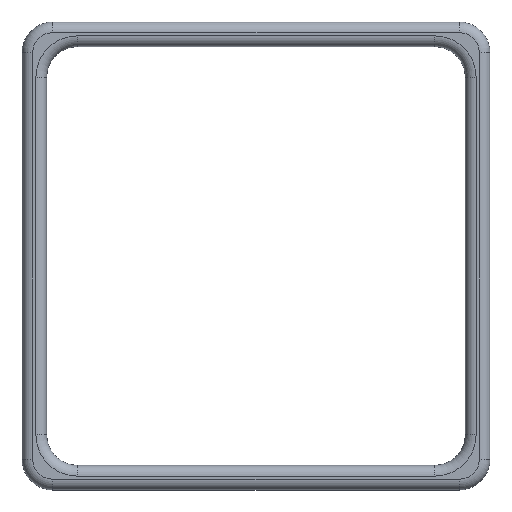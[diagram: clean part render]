
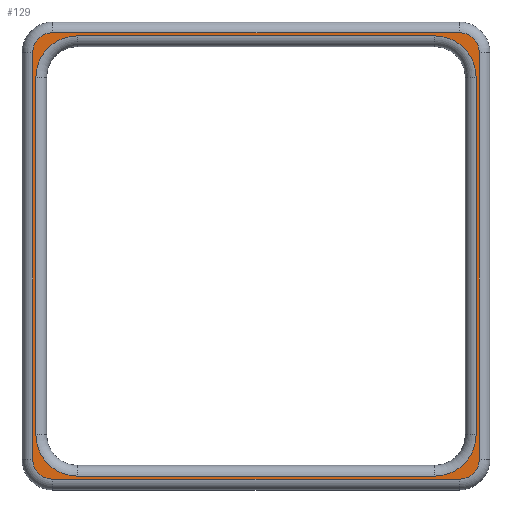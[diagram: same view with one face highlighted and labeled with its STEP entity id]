
A CAD part, top view. The second image highlights one B-rep face of the part: STEP entity #129.
In plain terms, the highlighted planar face has unit normal (0, 0, 1).
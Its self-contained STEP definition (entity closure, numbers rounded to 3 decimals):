
#6 = DIRECTION ( 'NONE',  ( 0., 0., 1. ) ) ;
#14 = VERTEX_POINT ( 'NONE', #518 ) ;
#15 = ORIENTED_EDGE ( 'NONE', *, *, #199, .T. ) ;
#24 = CARTESIAN_POINT ( 'NONE',  ( 33., 36.25, 2.5 ) ) ;
#26 = VECTOR ( 'NONE', #962, 1000. ) ;
#27 = CIRCLE ( 'NONE', #372, 6.75 ) ;
#36 = AXIS2_PLACEMENT_3D ( 'NONE', #121, #6, #932 ) ;
#39 = EDGE_CURVE ( 'NONE', #800, #828, #733, .T. ) ;
#46 = DIRECTION ( 'NONE',  ( 1., 0., 0. ) ) ;
#52 = CARTESIAN_POINT ( 'NONE',  ( -33., 36.25, 2.5 ) ) ;
#53 = EDGE_CURVE ( 'NONE', #139, #800, #589, .T. ) ;
#55 = EDGE_CURVE ( 'NONE', #772, #187, #789, .T. ) ;
#61 = DIRECTION ( 'NONE',  ( 1., 0., 0. ) ) ;
#69 = DIRECTION ( 'NONE',  ( 1., 0., 0. ) ) ;
#76 = VERTEX_POINT ( 'NONE', #894 ) ;
#85 = CARTESIAN_POINT ( 'NONE',  ( 36.25, 33., 2.5 ) ) ;
#91 = LINE ( 'NONE', #1012, #169 ) ;
#94 = VECTOR ( 'NONE', #714, 1000. ) ;
#113 = ORIENTED_EDGE ( 'NONE', *, *, #39, .T. ) ;
#121 = CARTESIAN_POINT ( 'NONE',  ( -33., -33., 2.5 ) ) ;
#129 = ADVANCED_FACE ( 'NONE', ( #728, #950 ), #228, .T. ) ;
#138 = EDGE_CURVE ( 'NONE', #570, #618, #91, .T. ) ;
#139 = VERTEX_POINT ( 'NONE', #795 ) ;
#153 = DIRECTION ( 'NONE',  ( 0., 0., 1. ) ) ;
#158 = LINE ( 'NONE', #52, #26 ) ;
#160 = ORIENTED_EDGE ( 'NONE', *, *, #195, .T. ) ;
#165 = DIRECTION ( 'NONE',  ( 0., 0., -1. ) ) ;
#169 = VECTOR ( 'NONE', #903, 1000. ) ;
#172 = DIRECTION ( 'NONE',  ( 0., 0., -1. ) ) ;
#187 = VERTEX_POINT ( 'NONE', #285 ) ;
#195 = EDGE_CURVE ( 'NONE', #618, #139, #809, .T. ) ;
#197 = AXIS2_PLACEMENT_3D ( 'NONE', #875, #775, #681 ) ;
#199 = EDGE_CURVE ( 'NONE', #706, #926, #966, .T. ) ;
#203 = EDGE_CURVE ( 'NONE', #663, #76, #266, .T. ) ;
#209 = CARTESIAN_POINT ( 'NONE',  ( -36.25, -33., 2.5 ) ) ;
#214 = ORIENTED_EDGE ( 'NONE', *, *, #591, .T. ) ;
#228 = PLANE ( 'NONE',  #36 ) ;
#229 = AXIS2_PLACEMENT_3D ( 'NONE', #822, #720, #619 ) ;
#230 = ORIENTED_EDGE ( 'NONE', *, *, #53, .T. ) ;
#232 = CARTESIAN_POINT ( 'NONE',  ( 33., -36.25, 2.5 ) ) ;
#236 = VERTEX_POINT ( 'NONE', #727 ) ;
#240 = ORIENTED_EDGE ( 'NONE', *, *, #902, .T. ) ;
#249 = AXIS2_PLACEMENT_3D ( 'NONE', #254, #153, #46 ) ;
#254 = CARTESIAN_POINT ( 'NONE',  ( -33., 33., 2.5 ) ) ;
#255 = AXIS2_PLACEMENT_3D ( 'NONE', #648, #854, #956 ) ;
#260 = CARTESIAN_POINT ( 'NONE',  ( -35.75, 29., 2.5 ) ) ;
#266 = CIRCLE ( 'NONE', #249, 3.25 ) ;
#271 = CARTESIAN_POINT ( 'NONE',  ( 29., 29., 2.5 ) ) ;
#273 = DIRECTION ( 'NONE',  ( 0., 1., 0. ) ) ;
#278 = ORIENTED_EDGE ( 'NONE', *, *, #339, .T. ) ;
#279 = AXIS2_PLACEMENT_3D ( 'NONE', #569, #466, #361 ) ;
#284 = CARTESIAN_POINT ( 'NONE',  ( 29., -29., 2.5 ) ) ;
#285 = CARTESIAN_POINT ( 'NONE',  ( 35.75, -29., 2.5 ) ) ;
#287 = ORIENTED_EDGE ( 'NONE', *, *, #55, .T. ) ;
#319 = DIRECTION ( 'NONE',  ( 1., 0., 0. ) ) ;
#331 = CARTESIAN_POINT ( 'NONE',  ( -29., -35.75, 2.5 ) ) ;
#339 = EDGE_CURVE ( 'NONE', #926, #14, #919, .T. ) ;
#358 = DIRECTION ( 'NONE',  ( 0., -1., 0. ) ) ;
#361 = DIRECTION ( 'NONE',  ( 1., 0., 0. ) ) ;
#365 = AXIS2_PLACEMENT_3D ( 'NONE', #844, #423, #319 ) ;
#367 = EDGE_LOOP ( 'NONE', ( #965, #15, #278, #240, #287, #214, #872, #430 ) ) ;
#372 = AXIS2_PLACEMENT_3D ( 'NONE', #284, #172, #69 ) ;
#379 = CARTESIAN_POINT ( 'NONE',  ( -35.75, -33., 2.5 ) ) ;
#422 = CIRCLE ( 'NONE', #365, 6.75 ) ;
#423 = DIRECTION ( 'NONE',  ( 0., 0., -1. ) ) ;
#426 = EDGE_CURVE ( 'NONE', #615, #712, #422, .T. ) ;
#430 = ORIENTED_EDGE ( 'NONE', *, *, #426, .T. ) ;
#445 = EDGE_CURVE ( 'NONE', #236, #615, #892, .T. ) ;
#448 = EDGE_CURVE ( 'NONE', #712, #706, #480, .T. ) ;
#463 = CARTESIAN_POINT ( 'NONE',  ( -36.25, -33., 2.5 ) ) ;
#466 = DIRECTION ( 'NONE',  ( 0., 0., -1. ) ) ;
#480 = LINE ( 'NONE', #379, #803 ) ;
#504 = CIRCLE ( 'NONE', #229, 3.25 ) ;
#518 = CARTESIAN_POINT ( 'NONE',  ( 29., 35.75, 2.5 ) ) ;
#566 = LINE ( 'NONE', #463, #680 ) ;
#567 = ORIENTED_EDGE ( 'NONE', *, *, #203, .T. ) ;
#569 = CARTESIAN_POINT ( 'NONE',  ( -29., 29., 2.5 ) ) ;
#570 = VERTEX_POINT ( 'NONE', #1011 ) ;
#588 = DIRECTION ( 'NONE',  ( 0., -1., 0. ) ) ;
#589 = LINE ( 'NONE', #85, #603 ) ;
#591 = EDGE_CURVE ( 'NONE', #187, #236, #27, .T. ) ;
#603 = VECTOR ( 'NONE', #1006, 1000. ) ;
#615 = VERTEX_POINT ( 'NONE', #331 ) ;
#618 = VERTEX_POINT ( 'NONE', #232 ) ;
#619 = DIRECTION ( 'NONE',  ( 1., 0., 0. ) ) ;
#640 = CARTESIAN_POINT ( 'NONE',  ( -29., 35.75, 2.5 ) ) ;
#648 = CARTESIAN_POINT ( 'NONE',  ( 33., 33., 2.5 ) ) ;
#663 = VERTEX_POINT ( 'NONE', #726 ) ;
#669 = VERTEX_POINT ( 'NONE', #209 ) ;
#680 = VECTOR ( 'NONE', #358, 1000. ) ;
#681 = DIRECTION ( 'NONE',  ( 1., 0., 0. ) ) ;
#685 = VECTOR ( 'NONE', #588, 1000. ) ;
#689 = EDGE_CURVE ( 'NONE', #828, #663, #158, .T. ) ;
#698 = DIRECTION ( 'NONE',  ( -1., 0., 0. ) ) ;
#699 = CARTESIAN_POINT ( 'NONE',  ( 35.75, -33., 2.5 ) ) ;
#706 = VERTEX_POINT ( 'NONE', #260 ) ;
#712 = VERTEX_POINT ( 'NONE', #860 ) ;
#714 = DIRECTION ( 'NONE',  ( 1., 0., 0. ) ) ;
#720 = DIRECTION ( 'NONE',  ( 0., 0., 1. ) ) ;
#726 = CARTESIAN_POINT ( 'NONE',  ( -33., 36.25, 2.5 ) ) ;
#727 = CARTESIAN_POINT ( 'NONE',  ( 29., -35.75, 2.5 ) ) ;
#728 = FACE_BOUND ( 'NONE', #367, .T. ) ;
#733 = CIRCLE ( 'NONE', #255, 3.25 ) ;
#741 = CIRCLE ( 'NONE', #928, 6.75 ) ;
#772 = VERTEX_POINT ( 'NONE', #781 ) ;
#775 = DIRECTION ( 'NONE',  ( 0., 0., 1. ) ) ;
#779 = VECTOR ( 'NONE', #698, 1000. ) ;
#781 = CARTESIAN_POINT ( 'NONE',  ( 35.75, 29., 2.5 ) ) ;
#788 = CARTESIAN_POINT ( 'NONE',  ( -33., -35.75, 2.5 ) ) ;
#789 = LINE ( 'NONE', #699, #685 ) ;
#792 = ORIENTED_EDGE ( 'NONE', *, *, #138, .T. ) ;
#795 = CARTESIAN_POINT ( 'NONE',  ( 36.25, -33., 2.5 ) ) ;
#800 = VERTEX_POINT ( 'NONE', #885 ) ;
#803 = VECTOR ( 'NONE', #273, 1000. ) ;
#808 = CARTESIAN_POINT ( 'NONE',  ( -33., 35.75, 2.5 ) ) ;
#809 = CIRCLE ( 'NONE', #197, 3.25 ) ;
#822 = CARTESIAN_POINT ( 'NONE',  ( -33., -33., 2.5 ) ) ;
#828 = VERTEX_POINT ( 'NONE', #24 ) ;
#844 = CARTESIAN_POINT ( 'NONE',  ( -29., -29., 2.5 ) ) ;
#854 = DIRECTION ( 'NONE',  ( 0., 0., 1. ) ) ;
#858 = ORIENTED_EDGE ( 'NONE', *, *, #978, .T. ) ;
#860 = CARTESIAN_POINT ( 'NONE',  ( -35.75, -29., 2.5 ) ) ;
#872 = ORIENTED_EDGE ( 'NONE', *, *, #445, .T. ) ;
#875 = CARTESIAN_POINT ( 'NONE',  ( 33., -33., 2.5 ) ) ;
#885 = CARTESIAN_POINT ( 'NONE',  ( 36.25, 33., 2.5 ) ) ;
#892 = LINE ( 'NONE', #788, #779 ) ;
#894 = CARTESIAN_POINT ( 'NONE',  ( -36.25, 33., 2.5 ) ) ;
#902 = EDGE_CURVE ( 'NONE', #14, #772, #741, .T. ) ;
#903 = DIRECTION ( 'NONE',  ( 1., 0., 0. ) ) ;
#919 = LINE ( 'NONE', #808, #94 ) ;
#921 = ORIENTED_EDGE ( 'NONE', *, *, #995, .T. ) ;
#926 = VERTEX_POINT ( 'NONE', #640 ) ;
#928 = AXIS2_PLACEMENT_3D ( 'NONE', #271, #165, #61 ) ;
#930 = EDGE_LOOP ( 'NONE', ( #954, #567, #921, #858, #792, #160, #230, #113 ) ) ;
#932 = DIRECTION ( 'NONE',  ( 1., 0., 0. ) ) ;
#950 = FACE_OUTER_BOUND ( 'NONE', #930, .T. ) ;
#954 = ORIENTED_EDGE ( 'NONE', *, *, #689, .T. ) ;
#956 = DIRECTION ( 'NONE',  ( 1., 0., 0. ) ) ;
#962 = DIRECTION ( 'NONE',  ( -1., 0., 0. ) ) ;
#965 = ORIENTED_EDGE ( 'NONE', *, *, #448, .T. ) ;
#966 = CIRCLE ( 'NONE', #279, 6.75 ) ;
#978 = EDGE_CURVE ( 'NONE', #669, #570, #504, .T. ) ;
#995 = EDGE_CURVE ( 'NONE', #76, #669, #566, .T. ) ;
#1006 = DIRECTION ( 'NONE',  ( 0., 1., 0. ) ) ;
#1011 = CARTESIAN_POINT ( 'NONE',  ( -33., -36.25, 2.5 ) ) ;
#1012 = CARTESIAN_POINT ( 'NONE',  ( 33., -36.25, 2.5 ) ) ;
